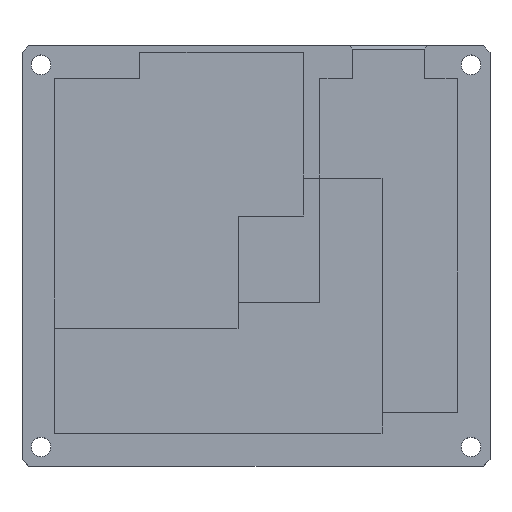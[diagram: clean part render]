
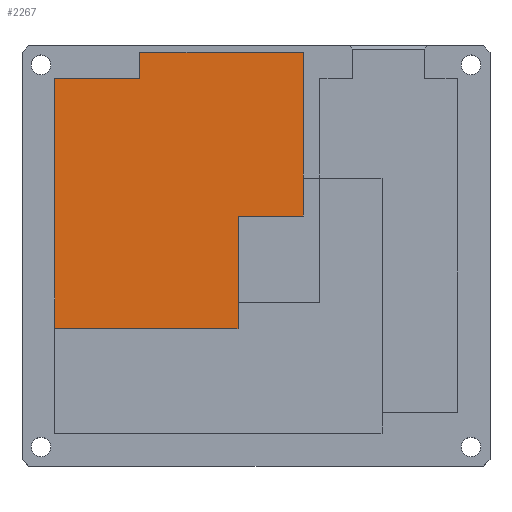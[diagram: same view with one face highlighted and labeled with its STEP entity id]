
A CAD part, top view. The second image highlights one B-rep face of the part: STEP entity #2267.
In plain terms, the highlighted planar face has unit normal (0, 0, 1).
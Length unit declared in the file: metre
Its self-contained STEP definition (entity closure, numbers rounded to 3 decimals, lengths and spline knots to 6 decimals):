
#112=ORIENTED_EDGE('',*,*,#732,.T.);
#113=ORIENTED_EDGE('',*,*,#767,.T.);
#114=ORIENTED_EDGE('',*,*,#739,.F.);
#115=ORIENTED_EDGE('',*,*,#768,.T.);
#116=ORIENTED_EDGE('',*,*,#769,.F.);
#117=ORIENTED_EDGE('',*,*,#770,.T.);
#118=ORIENTED_EDGE('',*,*,#771,.T.);
#119=ORIENTED_EDGE('',*,*,#772,.T.);
#120=ORIENTED_EDGE('',*,*,#773,.T.);
#121=ORIENTED_EDGE('',*,*,#774,.F.);
#122=ORIENTED_EDGE('',*,*,#775,.T.);
#123=ORIENTED_EDGE('',*,*,#776,.F.);
#124=ORIENTED_EDGE('',*,*,#777,.F.);
#125=ORIENTED_EDGE('',*,*,#778,.T.);
#732=EDGE_CURVE('',#1061,#1060,#1267,.T.);
#739=EDGE_CURVE('',#1066,#1067,#1274,.T.);
#767=EDGE_CURVE('',#1060,#1067,#1302,.T.);
#768=EDGE_CURVE('',#1066,#1093,#1303,.T.);
#769=EDGE_CURVE('',#1094,#1093,#1304,.T.);
#770=EDGE_CURVE('',#1094,#1095,#1305,.T.);
#771=EDGE_CURVE('',#1095,#1096,#1306,.T.);
#772=EDGE_CURVE('',#1096,#1097,#1307,.T.);
#773=EDGE_CURVE('',#1097,#1098,#1308,.T.);
#774=EDGE_CURVE('',#1099,#1098,#1309,.T.);
#775=EDGE_CURVE('',#1099,#1100,#1310,.T.);
#776=EDGE_CURVE('',#1101,#1100,#1311,.T.);
#777=EDGE_CURVE('',#1102,#1101,#1312,.T.);
#778=EDGE_CURVE('',#1102,#1061,#1313,.T.);
#1060=VERTEX_POINT('',#3195);
#1061=VERTEX_POINT('',#3197);
#1066=VERTEX_POINT('',#3210);
#1067=VERTEX_POINT('',#3211);
#1093=VERTEX_POINT('',#3270);
#1094=VERTEX_POINT('',#3272);
#1095=VERTEX_POINT('',#3274);
#1096=VERTEX_POINT('',#3276);
#1097=VERTEX_POINT('',#3278);
#1098=VERTEX_POINT('',#3280);
#1099=VERTEX_POINT('',#3282);
#1100=VERTEX_POINT('',#3284);
#1101=VERTEX_POINT('',#3286);
#1102=VERTEX_POINT('',#3288);
#1267=LINE('',#3196,#1579);
#1274=LINE('',#3209,#1586);
#1302=LINE('',#3268,#1614);
#1303=LINE('',#3269,#1615);
#1304=LINE('',#3271,#1616);
#1305=LINE('',#3273,#1617);
#1306=LINE('',#3275,#1618);
#1307=LINE('',#3277,#1619);
#1308=LINE('',#3279,#1620);
#1309=LINE('',#3281,#1621);
#1310=LINE('',#3283,#1622);
#1311=LINE('',#3285,#1623);
#1312=LINE('',#3287,#1624);
#1313=LINE('',#3289,#1625);
#1579=VECTOR('',#2583,1.);
#1586=VECTOR('',#2592,1.);
#1614=VECTOR('',#2628,1.);
#1615=VECTOR('',#2629,1.);
#1616=VECTOR('',#2630,1.);
#1617=VECTOR('',#2631,1.);
#1618=VECTOR('',#2632,1.);
#1619=VECTOR('',#2633,1.);
#1620=VECTOR('',#2634,1.);
#1621=VECTOR('',#2635,1.);
#1622=VECTOR('',#2636,1.);
#1623=VECTOR('',#2637,1.);
#1624=VECTOR('',#2638,1.);
#1625=VECTOR('',#2639,1.);
#1875=EDGE_LOOP('',(#112,#113,#114,#115,#116,#117,#118,#119,#120,#121,#122,
#123,#124,#125));
#2020=FACE_BOUND('',#1875,.T.);
#2156=PLANE('',#2407);
#2267=ADVANCED_FACE('',(#2020),#2156,.T.);
#2407=AXIS2_PLACEMENT_3D('',#3267,#2626,#2627);
#2583=DIRECTION('',(-1.,0.,0.));
#2592=DIRECTION('',(-1.,0.,0.));
#2626=DIRECTION('',(0.,0.,1.));
#2627=DIRECTION('',(1.,0.,0.));
#2628=DIRECTION('',(0.,-1.,0.));
#2629=DIRECTION('',(0.,-1.,0.));
#2630=DIRECTION('',(1.,0.,0.));
#2631=DIRECTION('',(0.,-1.,0.));
#2632=DIRECTION('',(1.,0.,0.));
#2633=DIRECTION('',(0.,-1.,0.));
#2634=DIRECTION('',(1.,0.,0.));
#2635=DIRECTION('',(0.,-1.,0.));
#2636=DIRECTION('',(1.,0.,0.));
#2637=DIRECTION('',(0.,-1.,0.));
#2638=DIRECTION('',(1.,0.,0.));
#2639=DIRECTION('',(0.,-1.,0.));
#3195=CARTESIAN_POINT('',(0.0005,0.0592,0.002));
#3196=CARTESIAN_POINT('',(0.0025,0.0592,0.002));
#3197=CARTESIAN_POINT('',(0.018,0.0592,0.002));
#3209=CARTESIAN_POINT('',(0.0025,0.0382,0.002));
#3210=CARTESIAN_POINT('',(0.005,0.0382,0.002));
#3211=CARTESIAN_POINT('',(0.0005,0.0382,0.002));
#3267=CARTESIAN_POINT('',(0.03575,0.0321,0.002));
#3268=CARTESIAN_POINT('',(0.0005,0.0321,0.002));
#3269=CARTESIAN_POINT('',(0.005,0.03615,0.002));
#3270=CARTESIAN_POINT('',(0.005,0.0341,0.002));
#3271=CARTESIAN_POINT('',(0.0025,0.0341,0.002));
#3272=CARTESIAN_POINT('',(0.0005,0.0341,0.002));
#3273=CARTESIAN_POINT('',(0.0005,0.0321,0.002));
#3274=CARTESIAN_POINT('',(0.0005,0.0251,0.002));
#3275=CARTESIAN_POINT('',(0.0025,0.0251,0.002));
#3276=CARTESIAN_POINT('',(0.005,0.0251,0.002));
#3277=CARTESIAN_POINT('',(0.005,0.023,0.002));
#3278=CARTESIAN_POINT('',(0.005,0.021,0.002));
#3279=CARTESIAN_POINT('',(0.015,0.021,0.002));
#3280=CARTESIAN_POINT('',(0.033,0.021,0.002));
#3281=CARTESIAN_POINT('',(0.033,0.0316,0.002));
#3282=CARTESIAN_POINT('',(0.033,0.0382,0.002));
#3283=CARTESIAN_POINT('',(0.038,0.0382,0.002));
#3284=CARTESIAN_POINT('',(0.043,0.0382,0.002));
#3285=CARTESIAN_POINT('',(0.043,0.0536,0.002));
#3286=CARTESIAN_POINT('',(0.043,0.0632,0.002));
#3287=CARTESIAN_POINT('',(0.0305,0.0632,0.002));
#3288=CARTESIAN_POINT('',(0.018,0.0632,0.002));
#3289=CARTESIAN_POINT('',(0.018,0.0612,0.002));
